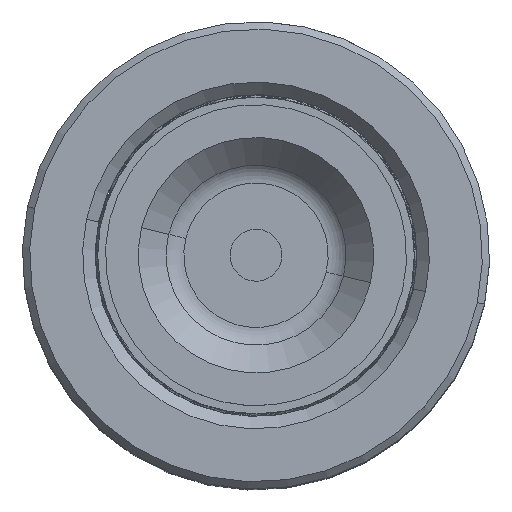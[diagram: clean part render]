
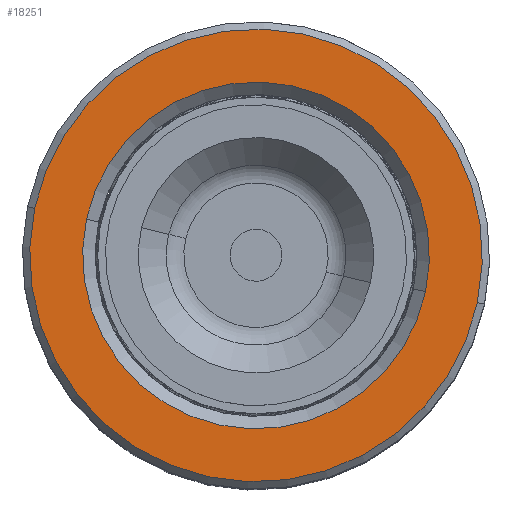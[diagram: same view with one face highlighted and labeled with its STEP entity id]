
A CAD part, top view. The second image highlights one B-rep face of the part: STEP entity #18251.
In plain terms, the highlighted planar face has unit normal (0, 0, 1).
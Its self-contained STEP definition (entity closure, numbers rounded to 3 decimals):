
#1244 = CIRCLE ( 'NONE', #21345, 21.8 ) ;
#2623 = AXIS2_PLACEMENT_3D ( 'NONE', #42698, #51170, #25805 ) ;
#7901 = CARTESIAN_POINT ( 'NONE',  ( -16.7, 0., 60. ) ) ;
#8134 = EDGE_LOOP ( 'NONE', ( #50477, #34615 ) ) ;
#8895 = FACE_OUTER_BOUND ( 'NONE', #36032, .T. ) ;
#9294 = CARTESIAN_POINT ( 'NONE',  ( -21.8, 0., 60. ) ) ;
#11257 = DIRECTION ( 'NONE',  ( 1., 0., 0. ) ) ;
#15178 = ORIENTED_EDGE ( 'NONE', *, *, #16414, .T. ) ;
#16414 = EDGE_CURVE ( 'NONE', #53768, #23429, #29559, .T. ) ;
#17442 = PLANE ( 'NONE',  #2623 ) ;
#17639 = EDGE_CURVE ( 'NONE', #36833, #22631, #18162, .T. ) ;
#18045 = CARTESIAN_POINT ( 'NONE',  ( 16.7, 0., 60. ) ) ;
#18162 = CIRCLE ( 'NONE', #28545, 16.7 ) ;
#18251 = ADVANCED_FACE ( 'NONE', ( #8895, #36773 ), #17442, .T. ) ;
#21345 = AXIS2_PLACEMENT_3D ( 'NONE', #38683, #42933, #47151 ) ;
#22631 = VERTEX_POINT ( 'NONE', #7901 ) ;
#23429 = VERTEX_POINT ( 'NONE', #52964 ) ;
#25805 = DIRECTION ( 'NONE',  ( 1., 0., 0. ) ) ;
#26118 = DIRECTION ( 'NONE',  ( 1., 0., 0. ) ) ;
#26299 = CARTESIAN_POINT ( 'NONE',  ( 0., 0., 60. ) ) ;
#28545 = AXIS2_PLACEMENT_3D ( 'NONE', #37047, #54068, #11257 ) ;
#29559 = CIRCLE ( 'NONE', #43772, 21.8 ) ;
#32988 = DIRECTION ( 'NONE',  ( 0., 0., -1. ) ) ;
#34615 = ORIENTED_EDGE ( 'NONE', *, *, #40059, .T. ) ;
#34953 = AXIS2_PLACEMENT_3D ( 'NONE', #50327, #32988, #46428 ) ;
#36032 = EDGE_LOOP ( 'NONE', ( #15178, #51106 ) ) ;
#36773 = FACE_BOUND ( 'NONE', #8134, .T. ) ;
#36833 = VERTEX_POINT ( 'NONE', #18045 ) ;
#37047 = CARTESIAN_POINT ( 'NONE',  ( 0., 0., 60. ) ) ;
#38683 = CARTESIAN_POINT ( 'NONE',  ( 0., 0., 60. ) ) ;
#40059 = EDGE_CURVE ( 'NONE', #22631, #36833, #44319, .T. ) ;
#42698 = CARTESIAN_POINT ( 'NONE',  ( 0., 0., 60. ) ) ;
#42933 = DIRECTION ( 'NONE',  ( 0., 0., 1. ) ) ;
#43772 = AXIS2_PLACEMENT_3D ( 'NONE', #26299, #51835, #26118 ) ;
#44319 = CIRCLE ( 'NONE', #34953, 16.7 ) ;
#46428 = DIRECTION ( 'NONE',  ( 1., 0., 0. ) ) ;
#47151 = DIRECTION ( 'NONE',  ( 1., 0., 0. ) ) ;
#50327 = CARTESIAN_POINT ( 'NONE',  ( 0., 0., 60. ) ) ;
#50477 = ORIENTED_EDGE ( 'NONE', *, *, #17639, .T. ) ;
#51106 = ORIENTED_EDGE ( 'NONE', *, *, #54440, .T. ) ;
#51170 = DIRECTION ( 'NONE',  ( 0., 0., 1. ) ) ;
#51835 = DIRECTION ( 'NONE',  ( 0., 0., 1. ) ) ;
#52964 = CARTESIAN_POINT ( 'NONE',  ( 21.8, 0., 60. ) ) ;
#53768 = VERTEX_POINT ( 'NONE', #9294 ) ;
#54068 = DIRECTION ( 'NONE',  ( 0., 0., -1. ) ) ;
#54440 = EDGE_CURVE ( 'NONE', #23429, #53768, #1244, .T. ) ;
